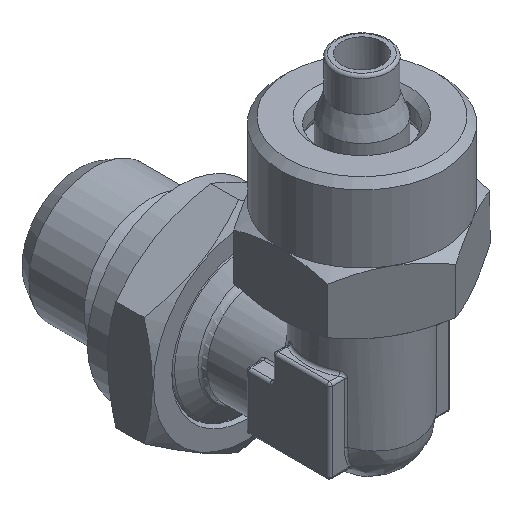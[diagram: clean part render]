
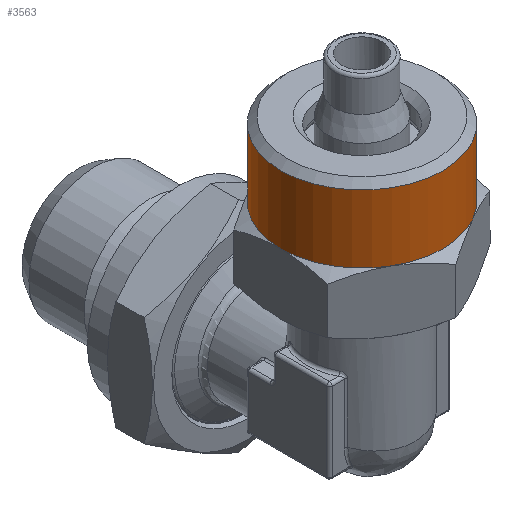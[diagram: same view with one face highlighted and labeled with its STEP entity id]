
A CAD part, isometric view. The second image highlights one B-rep face of the part: STEP entity #3563.
In plain terms, the highlighted cylindrical face has radius 6 mm (diameter 12 mm), a full revolution.
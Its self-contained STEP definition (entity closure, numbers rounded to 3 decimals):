
#904=ORIENTED_EDGE('',*,*,#1266,.T.);
#905=ORIENTED_EDGE('',*,*,#1263,.F.);
#906=ORIENTED_EDGE('',*,*,#1264,.F.);
#907=ORIENTED_EDGE('',*,*,#1265,.F.);
#908=ORIENTED_EDGE('',*,*,#1260,.F.);
#909=ORIENTED_EDGE('',*,*,#1261,.F.);
#910=ORIENTED_EDGE('',*,*,#1262,.F.);
#1260=EDGE_CURVE('',#1460,#1456,#1631,.T.);
#1261=EDGE_CURVE('',#1464,#1460,#1632,.T.);
#1262=EDGE_CURVE('',#1468,#1464,#1633,.T.);
#1263=EDGE_CURVE('',#1447,#1468,#1634,.T.);
#1264=EDGE_CURVE('',#1452,#1447,#1635,.T.);
#1265=EDGE_CURVE('',#1456,#1452,#1636,.T.);
#1266=EDGE_CURVE('',#1471,#1471,#1637,.T.);
#1447=VERTEX_POINT('',#5498);
#1452=VERTEX_POINT('',#5522);
#1456=VERTEX_POINT('',#5544);
#1460=VERTEX_POINT('',#5566);
#1464=VERTEX_POINT('',#5588);
#1468=VERTEX_POINT('',#5610);
#1471=VERTEX_POINT('',#5653);
#1631=CIRCLE('',#3868,6.);
#1632=CIRCLE('',#3870,6.);
#1633=CIRCLE('',#3872,6.);
#1634=CIRCLE('',#3874,6.);
#1635=CIRCLE('',#3876,6.);
#1636=CIRCLE('',#3878,6.);
#1637=CIRCLE('',#3880,6.);
#1836=EDGE_LOOP('',(#904));
#1837=EDGE_LOOP('',(#905,#906,#907,#908,#909,#910));
#2078=FACE_BOUND('',#1836,.T.);
#2079=FACE_BOUND('',#1837,.T.);
#2193=CYLINDRICAL_SURFACE('',#3879,6.);
#3563=ADVANCED_FACE('',(#2078,#2079),#2193,.T.);
#3868=AXIS2_PLACEMENT_3D('',#5640,#4507,#4508);
#3870=AXIS2_PLACEMENT_3D('',#5642,#4511,#4512);
#3872=AXIS2_PLACEMENT_3D('',#5644,#4515,#4516);
#3874=AXIS2_PLACEMENT_3D('',#5646,#4519,#4520);
#3876=AXIS2_PLACEMENT_3D('',#5648,#4523,#4524);
#3878=AXIS2_PLACEMENT_3D('',#5650,#4527,#4528);
#3879=AXIS2_PLACEMENT_3D('',#5651,#4529,#4530);
#3880=AXIS2_PLACEMENT_3D('',#5652,#4531,#4532);
#4507=DIRECTION('',(0.,0.,-1.));
#4508=DIRECTION('',(0.,1.,0.));
#4511=DIRECTION('',(0.,0.,-1.));
#4512=DIRECTION('',(0.,1.,0.));
#4515=DIRECTION('',(0.,0.,-1.));
#4516=DIRECTION('',(0.,1.,0.));
#4519=DIRECTION('',(0.,0.,-1.));
#4520=DIRECTION('',(0.,1.,0.));
#4523=DIRECTION('',(0.,0.,-1.));
#4524=DIRECTION('',(0.,1.,0.));
#4527=DIRECTION('',(0.,0.,-1.));
#4528=DIRECTION('',(0.,1.,0.));
#4529=DIRECTION('',(0.,0.,-1.));
#4530=DIRECTION('',(-1.,0.,0.));
#4531=DIRECTION('',(0.,0.,-1.));
#4532=DIRECTION('',(-1.,0.,0.));
#5498=CARTESIAN_POINT('',(3.,5.196,4.5));
#5522=CARTESIAN_POINT('',(-3.,5.196,4.5));
#5544=CARTESIAN_POINT('',(-6.,0.,4.5));
#5566=CARTESIAN_POINT('',(-3.,-5.196,4.5));
#5588=CARTESIAN_POINT('',(3.,-5.196,4.5));
#5610=CARTESIAN_POINT('',(6.,0.,4.5));
#5640=CARTESIAN_POINT('',(0.,0.,4.5));
#5642=CARTESIAN_POINT('',(0.,0.,4.5));
#5644=CARTESIAN_POINT('',(0.,0.,4.5));
#5646=CARTESIAN_POINT('',(0.,0.,4.5));
#5648=CARTESIAN_POINT('',(0.,0.,4.5));
#5650=CARTESIAN_POINT('',(0.,0.,4.5));
#5651=CARTESIAN_POINT('',(0.,0.,10.));
#5652=CARTESIAN_POINT('',(0.,0.,9.5));
#5653=CARTESIAN_POINT('',(-6.,0.,9.5));
